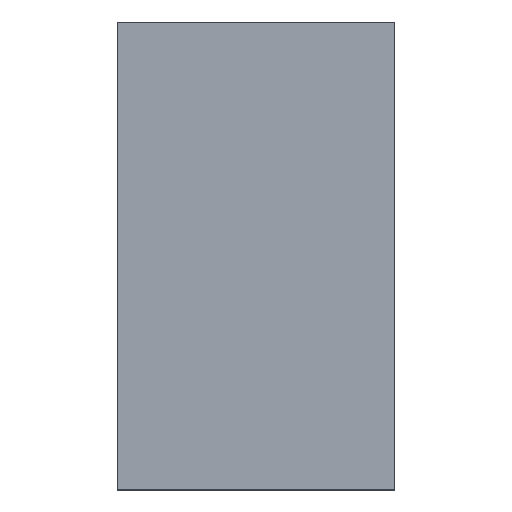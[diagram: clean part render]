
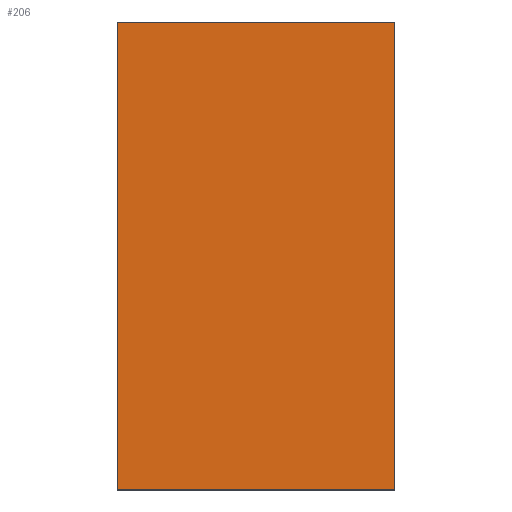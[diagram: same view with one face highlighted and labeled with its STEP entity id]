
A CAD part, top view. The second image highlights one B-rep face of the part: STEP entity #206.
In plain terms, the highlighted planar face has unit normal (0, 0, 1).
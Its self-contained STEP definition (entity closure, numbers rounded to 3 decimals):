
#206=ADVANCED_FACE('',(#388),#2816,.T.);
#388=FACE_OUTER_BOUND('',#578,.T.);
#578=EDGE_LOOP('',(#1062,#1063,#1064,#1065));
#1062=ORIENTED_EDGE('',*,*,#1723,.F.);
#1063=ORIENTED_EDGE('',*,*,#1791,.F.);
#1064=ORIENTED_EDGE('',*,*,#1793,.T.);
#1065=ORIENTED_EDGE('',*,*,#1772,.F.);
#1723=EDGE_CURVE('',#2532,#2530,#2167,.T.);
#1772=EDGE_CURVE('',#2530,#2591,#2216,.T.);
#1791=EDGE_CURVE('',#2609,#2532,#2235,.T.);
#1793=EDGE_CURVE('',#2609,#2591,#2237,.T.);
#2167=B_SPLINE_CURVE_WITH_KNOTS('',1,(#4302,#4303),.UNSPECIFIED.,.F.,.F.,
(2,2),(-0.606,0.),.UNSPECIFIED.);
#2216=B_SPLINE_CURVE_WITH_KNOTS('',1,(#4400,#4401),.UNSPECIFIED.,.F.,.F.,
(2,2),(-0.36,0.),.UNSPECIFIED.);
#2235=B_SPLINE_CURVE_WITH_KNOTS('',1,(#4438,#4439),.UNSPECIFIED.,.F.,.F.,
(2,2),(-0.36,0.),.UNSPECIFIED.);
#2237=B_SPLINE_CURVE_WITH_KNOTS('',1,(#4442,#4443),.UNSPECIFIED.,.F.,.F.,
(2,2),(-0.606,0.),.UNSPECIFIED.);
#2530=VERTEX_POINT('',#4100);
#2532=VERTEX_POINT('',#4102);
#2591=VERTEX_POINT('',#4161);
#2609=VERTEX_POINT('',#4179);
#2816=PLANE('',#3049);
#3049=AXIS2_PLACEMENT_3D('',#3798,#3223,$);
#3223=DIRECTION('',(0.,0.,1.));
#3798=CARTESIAN_POINT('',(17.449,-29.771,6.858));
#4100=CARTESIAN_POINT('',(-7.874,2.426,6.858));
#4102=CARTESIAN_POINT('',(-7.874,-12.967,6.858));
#4161=CARTESIAN_POINT('',(1.27,2.426,6.858));
#4179=CARTESIAN_POINT('',(1.27,-12.967,6.858));
#4302=CARTESIAN_POINT('',(-7.874,-12.967,6.858));
#4303=CARTESIAN_POINT('',(-7.874,2.426,6.858));
#4400=CARTESIAN_POINT('',(-7.874,2.426,6.858));
#4401=CARTESIAN_POINT('',(1.27,2.426,6.858));
#4438=CARTESIAN_POINT('',(1.27,-12.967,6.858));
#4439=CARTESIAN_POINT('',(-7.874,-12.967,6.858));
#4442=CARTESIAN_POINT('',(1.27,-12.967,6.858));
#4443=CARTESIAN_POINT('',(1.27,2.426,6.858));
